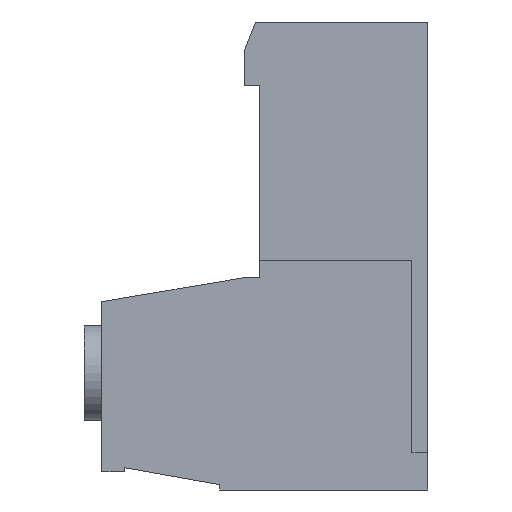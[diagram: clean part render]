
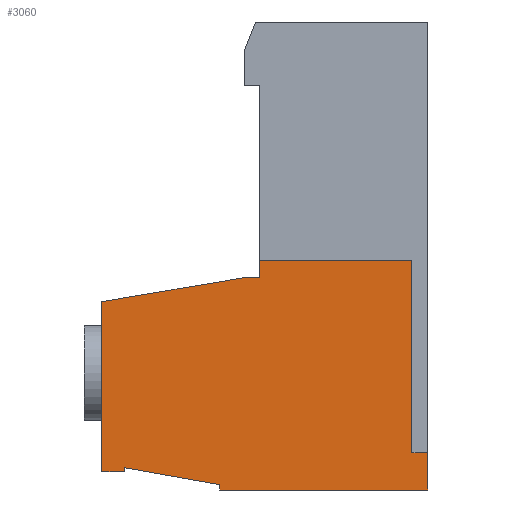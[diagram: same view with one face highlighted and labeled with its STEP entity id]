
A CAD part, left-side view. The second image highlights one B-rep face of the part: STEP entity #3060.
In plain terms, the highlighted planar face has unit normal (-1, 0, 0).
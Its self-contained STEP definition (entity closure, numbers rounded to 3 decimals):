
#458 = CARTESIAN_POINT ( 'NONE',  ( 0., 0., -20.25 ) ) ;
#623 = EDGE_CURVE ( 'NONE', #937, #15865, #5091, .T. ) ;
#717 = EDGE_LOOP ( 'NONE', ( #7715, #8024, #8334, #8680, #9009, #9302, #9388, #9637, #9735, #10043, #10335, #10991, #11296 ) ) ;
#937 = VERTEX_POINT ( 'NONE', #15907 ) ;
#972 = CARTESIAN_POINT ( 'NONE',  ( 0., 0.75, -20.25 ) ) ;
#1553 = CARTESIAN_POINT ( 'NONE',  ( 0., 8.53, -12. ) ) ;
#1698 = CARTESIAN_POINT ( 'NONE',  ( 0., 8.53, -12. ) ) ;
#1825 = CARTESIAN_POINT ( 'NONE',  ( 0., 0.75, -20.25 ) ) ;
#1863 = CARTESIAN_POINT ( 'NONE',  ( 0., 15.33, -21.15 ) ) ;
#2378 = VERTEX_POINT ( 'NONE', #11099 ) ;
#2393 = VECTOR ( 'NONE', #13645, 1000. ) ;
#2643 = EDGE_CURVE ( 'NONE', #4267, #13677, #14384, .T. ) ;
#2768 = VERTEX_POINT ( 'NONE', #13442 ) ;
#2801 = CARTESIAN_POINT ( 'NONE',  ( 0., 9.77, -21.75 ) ) ;
#2825 = DIRECTION ( 'NONE',  ( 0., -1., 0. ) ) ;
#2921 = AXIS2_PLACEMENT_3D ( 'NONE', #7491, #7289, #7266 ) ;
#3060 = ADVANCED_FACE ( 'NONE', ( #13105 ), #7397, .F. ) ;
#3483 = EDGE_CURVE ( 'NONE', #13677, #5799, #11730, .T. ) ;
#3649 = CARTESIAN_POINT ( 'NONE',  ( 0., 14.25, -20.95 ) ) ;
#3785 = EDGE_CURVE ( 'NONE', #10933, #12066, #10984, .T. ) ;
#3863 = LINE ( 'NONE', #13241, #10132 ) ;
#3904 = CARTESIAN_POINT ( 'NONE',  ( 0., 7.9, -11.2 ) ) ;
#4048 = DIRECTION ( 'NONE',  ( 0., -1., 0. ) ) ;
#4267 = VERTEX_POINT ( 'NONE', #13192 ) ;
#4344 = LINE ( 'NONE', #4570, #4409 ) ;
#4392 = DIRECTION ( 'NONE',  ( 0., -1., 0. ) ) ;
#4409 = VECTOR ( 'NONE', #12005, 1000. ) ;
#4448 = VERTEX_POINT ( 'NONE', #10552 ) ;
#4570 = CARTESIAN_POINT ( 'NONE',  ( 0., 0.75, -11.2 ) ) ;
#4746 = CARTESIAN_POINT ( 'NONE',  ( 0., 9.77, -22. ) ) ;
#4929 = EDGE_CURVE ( 'NONE', #4448, #2768, #7631, .T. ) ;
#4977 = CARTESIAN_POINT ( 'NONE',  ( 0., 0., -22. ) ) ;
#5055 = VECTOR ( 'NONE', #4048, 1000. ) ;
#5091 = LINE ( 'NONE', #3904, #5055 ) ;
#5274 = DIRECTION ( 'NONE',  ( 0., 1., 0. ) ) ;
#5331 = DIRECTION ( 'NONE',  ( 0., 0., -1. ) ) ;
#5470 = EDGE_CURVE ( 'NONE', #12066, #13744, #6378, .T. ) ;
#5535 = VECTOR ( 'NONE', #7106, 1000. ) ;
#5792 = DIRECTION ( 'NONE',  ( 0., 1., 0. ) ) ;
#5799 = VERTEX_POINT ( 'NONE', #10220 ) ;
#6083 = EDGE_CURVE ( 'NONE', #15865, #12775, #4344, .T. ) ;
#6157 = VECTOR ( 'NONE', #6225, 1000. ) ;
#6225 = DIRECTION ( 'NONE',  ( 0., 0., 1. ) ) ;
#6245 = VECTOR ( 'NONE', #5792, 1000. ) ;
#6378 = LINE ( 'NONE', #10769, #6245 ) ;
#6520 = LINE ( 'NONE', #2801, #7690 ) ;
#7048 = CARTESIAN_POINT ( 'NONE',  ( 0., 0., 0. ) ) ;
#7106 = DIRECTION ( 'NONE',  ( 0., 0., -1. ) ) ;
#7112 = DIRECTION ( 'NONE',  ( 0., 0., 1. ) ) ;
#7121 = CARTESIAN_POINT ( 'NONE',  ( 0., 14.25, -20.95 ) ) ;
#7266 = DIRECTION ( 'NONE',  ( 0., 0., -1. ) ) ;
#7289 = DIRECTION ( 'NONE',  ( 1., 0., 0. ) ) ;
#7397 = PLANE ( 'NONE',  #2921 ) ;
#7491 = CARTESIAN_POINT ( 'NONE',  ( 0., 0., 0. ) ) ;
#7631 = LINE ( 'NONE', #4977, #7645 ) ;
#7645 = VECTOR ( 'NONE', #5274, 1000. ) ;
#7690 = VECTOR ( 'NONE', #11489, 1000. ) ;
#7715 = ORIENTED_EDGE ( 'NONE', *, *, #623, .F. ) ;
#8024 = ORIENTED_EDGE ( 'NONE', *, *, #9345, .F. ) ;
#8334 = ORIENTED_EDGE ( 'NONE', *, *, #3483, .F. ) ;
#8680 = ORIENTED_EDGE ( 'NONE', *, *, #2643, .F. ) ;
#9009 = ORIENTED_EDGE ( 'NONE', *, *, #12921, .F. ) ;
#9247 = LINE ( 'NONE', #7048, #5535 ) ;
#9302 = ORIENTED_EDGE ( 'NONE', *, *, #5470, .F. ) ;
#9345 = EDGE_CURVE ( 'NONE', #5799, #937, #3863, .T. ) ;
#9388 = ORIENTED_EDGE ( 'NONE', *, *, #3785, .F. ) ;
#9637 = ORIENTED_EDGE ( 'NONE', *, *, #12412, .F. ) ;
#9735 = ORIENTED_EDGE ( 'NONE', *, *, #11581, .F. ) ;
#10043 = ORIENTED_EDGE ( 'NONE', *, *, #4929, .F. ) ;
#10132 = VECTOR ( 'NONE', #7112, 1000. ) ;
#10220 = CARTESIAN_POINT ( 'NONE',  ( 0., 7.9, -12. ) ) ;
#10335 = ORIENTED_EDGE ( 'NONE', *, *, #12704, .F. ) ;
#10552 = CARTESIAN_POINT ( 'NONE',  ( 0., 0., -22. ) ) ;
#10769 = CARTESIAN_POINT ( 'NONE',  ( 0., 14.25, -21.15 ) ) ;
#10902 = VECTOR ( 'NONE', #5331, 1000. ) ;
#10933 = VERTEX_POINT ( 'NONE', #7121 ) ;
#10984 = LINE ( 'NONE', #3649, #10902 ) ;
#10991 = ORIENTED_EDGE ( 'NONE', *, *, #11877, .F. ) ;
#11013 = VECTOR ( 'NONE', #4392, 1000. ) ;
#11099 = CARTESIAN_POINT ( 'NONE',  ( 0., 9.77, -21.75 ) ) ;
#11296 = ORIENTED_EDGE ( 'NONE', *, *, #6083, .F. ) ;
#11489 = DIRECTION ( 'NONE',  ( 0., 0.984, 0.176 ) ) ;
#11581 = EDGE_CURVE ( 'NONE', #2768, #2378, #15864, .T. ) ;
#11688 = VECTOR ( 'NONE', #2825, 1000. ) ;
#11730 = LINE ( 'NONE', #1553, #11688 ) ;
#11877 = EDGE_CURVE ( 'NONE', #12775, #14748, #14213, .T. ) ;
#12005 = DIRECTION ( 'NONE',  ( 0., 0., -1. ) ) ;
#12066 = VERTEX_POINT ( 'NONE', #15736 ) ;
#12412 = EDGE_CURVE ( 'NONE', #2378, #10933, #6520, .T. ) ;
#12525 = CARTESIAN_POINT ( 'NONE',  ( 0., 0.75, -11.2 ) ) ;
#12704 = EDGE_CURVE ( 'NONE', #14748, #4448, #9247, .T. ) ;
#12775 = VERTEX_POINT ( 'NONE', #972 ) ;
#12921 = EDGE_CURVE ( 'NONE', #13744, #4267, #15454, .T. ) ;
#13105 = FACE_OUTER_BOUND ( 'NONE', #717, .T. ) ;
#13192 = CARTESIAN_POINT ( 'NONE',  ( 0., 15.33, -13.15 ) ) ;
#13241 = CARTESIAN_POINT ( 'NONE',  ( 0., 7.9, -12. ) ) ;
#13442 = CARTESIAN_POINT ( 'NONE',  ( 0., 9.77, -22. ) ) ;
#13645 = DIRECTION ( 'NONE',  ( 0., 0., 1. ) ) ;
#13677 = VERTEX_POINT ( 'NONE', #1698 ) ;
#13744 = VERTEX_POINT ( 'NONE', #1863 ) ;
#14213 = LINE ( 'NONE', #1825, #11013 ) ;
#14384 = LINE ( 'NONE', #15877, #14400 ) ;
#14400 = VECTOR ( 'NONE', #15673, 1000. ) ;
#14748 = VERTEX_POINT ( 'NONE', #458 ) ;
#14843 = CARTESIAN_POINT ( 'NONE',  ( 0., 15.33, -21.15 ) ) ;
#15454 = LINE ( 'NONE', #14843, #2393 ) ;
#15673 = DIRECTION ( 'NONE',  ( 0., -0.986, 0.167 ) ) ;
#15736 = CARTESIAN_POINT ( 'NONE',  ( 0., 14.25, -21.15 ) ) ;
#15864 = LINE ( 'NONE', #4746, #6157 ) ;
#15865 = VERTEX_POINT ( 'NONE', #12525 ) ;
#15877 = CARTESIAN_POINT ( 'NONE',  ( 0., 15.33, -13.15 ) ) ;
#15907 = CARTESIAN_POINT ( 'NONE',  ( 0., 7.9, -11.2 ) ) ;
